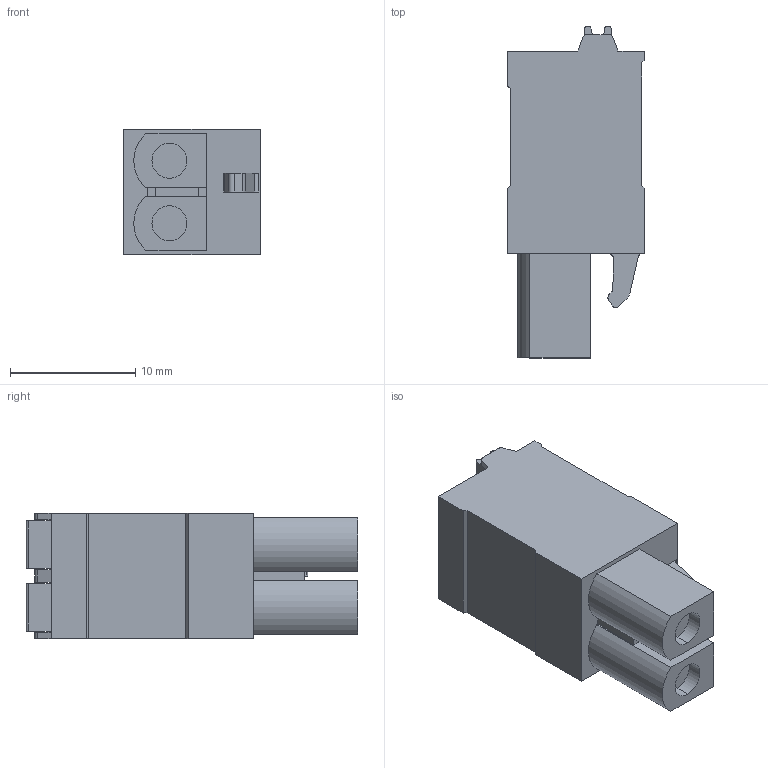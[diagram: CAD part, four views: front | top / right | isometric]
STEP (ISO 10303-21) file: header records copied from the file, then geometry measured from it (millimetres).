
FILE_DESCRIPTION((''),'2;1');
FILE_NAME('TLPS-217-02P','2024-11-07T16:24:43',('tluser'),(''),'CREO PARAMETRIC BY PTC INC, 2018100','CREO PARAMETRIC BY PTC INC, 2018100','');
FILE_SCHEMA(('CONFIG_CONTROL_DESIGN'));
Length unit declared in the file: millimetre
Products named in the file (1): TLPS-217-02P
Bounding box: 10.9 x 26.5 x 10 mm (x, y, z)
Volume: 2046.8 mm3; surface area: 1409.5 mm2
Topology: 1 solids, 1 shells, 131 faces, 344 edges, 224 vertices
Faces by surface type: plane 77, cylinder 46, torus 8
Entity records: 4068 total; most frequent: DIRECTION 706, CARTESIAN_POINT 699, ORIENTED_EDGE 688, EDGE_CURVE 344, VECTOR 244, LINE 244, AXIS2_PLACEMENT_3D 231, VERTEX_POINT 224
